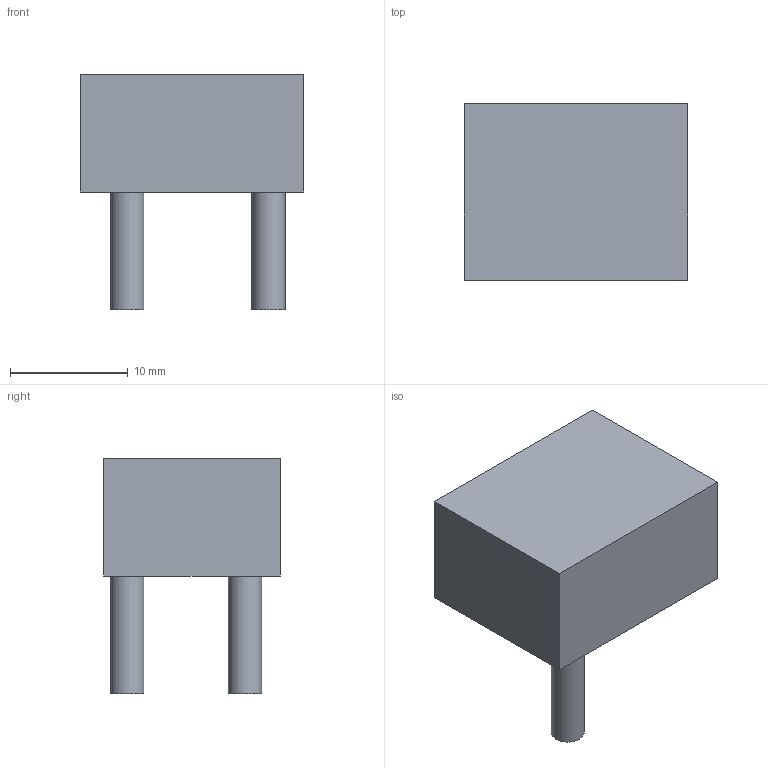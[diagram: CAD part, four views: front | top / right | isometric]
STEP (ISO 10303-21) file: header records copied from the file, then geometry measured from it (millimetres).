
FILE_DESCRIPTION(/* description */ ('','CAx-IF Rec.Pracs.---Representation and Presentation of Product Manufacturing Information (PMI)---4.0---2014-10-13'),/* implementation_level */ '2;1');
FILE_NAME(/* name */ 'Part2.stp',/* time_stamp */ '2020-09-02T15:00:56+02:00',/* author */ ('dsabo'),/* organization */ (''),/* preprocessor_version */ 'ST-DEVELOPER v18.1',/* originating_system */ 'Autodesk Inventor 2021',/* authorisation */ '');
FILE_SCHEMA (('AP242_MANAGED_MODEL_BASED_3D_ENGINEERING_MIM_LF { 1 0 10303 442 1 1 4 }'));
Length unit declared in the file: millimetre
Products named in the file (1): Part2
Bounding box: 19 x 15 x 20 mm (x, y, z)
Volume: 2975.7 mm3; surface area: 1427.7 mm2
Topology: 1 solids, 1 shells, 10 faces, 28 edges, 26 vertices
Faces by surface type: plane 8, cylinder 2
Full cylindrical faces by diameter (mm): 2.828 x2
Entity records: 699 total; most frequent: DIRECTION 88, CARTESIAN_POINT 79, COORDINATES_LIST 65, TESSELLATED_CURVE_SET 44, ORIENTED_EDGE 44, AXIS2_PLACEMENT_3D 37, EDGE_CURVE 22, COMPLEX_TRIANGULATED_SURFACE_SET 21
